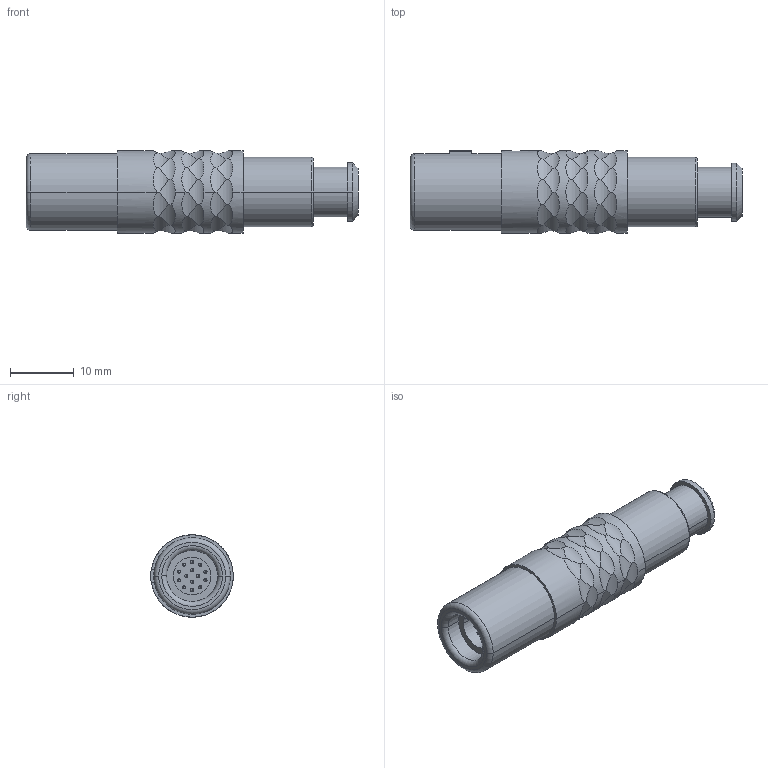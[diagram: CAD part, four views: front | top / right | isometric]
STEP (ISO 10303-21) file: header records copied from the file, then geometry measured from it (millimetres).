
FILE_DESCRIPTION((''),'2;1');
FILE_NAME('S21K0C-P14M','2013-01-22T',('rtrager'),(''),'PRO/ENGINEER BY PARAMETRIC TECHNOLOGY CORPORATION, 2010330','PRO/ENGINEER BY PARAMETRIC TECHNOLOGY CORPORATION, 2010330','');
FILE_SCHEMA(('CONFIG_CONTROL_DESIGN'));
Length unit declared in the file: millimetre
Products named in the file (1): S21K0C-P14M
Bounding box: 52 x 12.94 x 12.9 mm (x, y, z)
Volume: 4380.1 mm3; surface area: 3192.6 mm2
Topology: 1 solids, 1 shells, 318 faces, 835 edges, 528 vertices
Faces by surface type: cylinder 201, plane 54, sphere 28, torus 20, bspline 13, cone 2
Entity records: 11582 total; most frequent: CARTESIAN_POINT 4118, ORIENTED_EDGE 1614, DIRECTION 1469, EDGE_CURVE 807, AXIS2_PLACEMENT_3D 622, VERTEX_POINT 528, EDGE_LOOP 355, FACE_OUTER_BOUND 318
